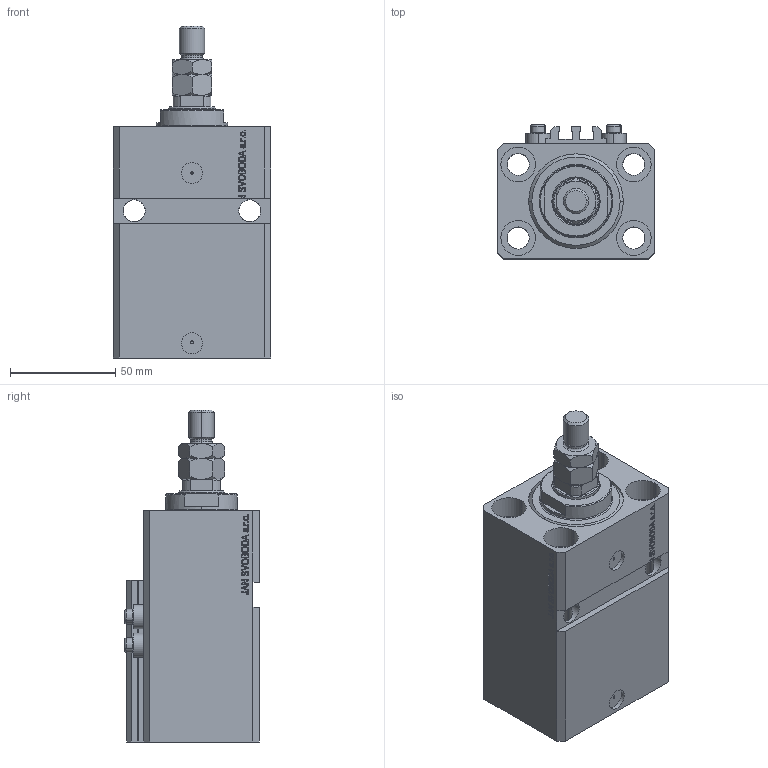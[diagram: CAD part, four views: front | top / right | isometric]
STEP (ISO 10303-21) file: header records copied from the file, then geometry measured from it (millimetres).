
FILE_DESCRIPTION (( 'STEP AP203' ), '1' );
FILE_NAME ('27f8.STEP', '2022-04-09T18:28:34', ( '' ), ( '' ), 'SwSTEP 2.0', 'SolidWorks 2019', '' );
FILE_SCHEMA (( 'CONFIG_CONTROL_DESIGN' ));
Length unit declared in the file: millimetre
Products named in the file (6): V250CE_VC_E 5506e417364dddc4e31fc0b7f6ff5ea5; V250CE_C_VCP 5506e417364dddc4e31fc0b7f6ff5ea5; MTA 5506e417364dddc4e31fc0b7f6ff5ea5; ALLEN BOLT V250CE 5506e417364dddc4e31fc0b7f6ff5ea5; 27f8; V250CE_E_Body 5506e417364dddc4e31fc0b7f6ff5ea5
Assembly tree (8 placements, depth 2):
  27f8
    V250CE_E_Body 5506e417364dddc4e31fc0b7f6ff5ea5
    ALLEN BOLT V250CE 5506e417364dddc4e31fc0b7f6ff5ea5  x4
    V250CE_C_VCP 5506e417364dddc4e31fc0b7f6ff5ea5
    V250CE_VC_E 5506e417364dddc4e31fc0b7f6ff5ea5
    MTA 5506e417364dddc4e31fc0b7f6ff5ea5
Bounding box: 75 x 64 x 157.9 mm (x, y, z)
Volume: 394728.6 mm3; surface area: 99044.6 mm2
Topology: 9 solids, 9 shells, 1113 faces, 2766 edges, 1785 vertices
Faces by surface type: plane 529, bspline 354, cylinder 130, cone 84, torus 16
Entity records: 48429 total; most frequent: CARTESIAN_POINT 25230, ORIENTED_EDGE 5222, DIRECTION 3457, EDGE_CURVE 2611, VERTEX_POINT 1701, VECTOR 1541, LINE 1541, EDGE_LOOP 1170
